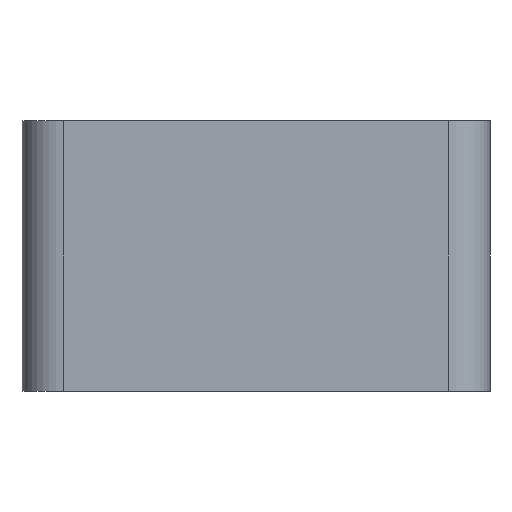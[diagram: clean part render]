
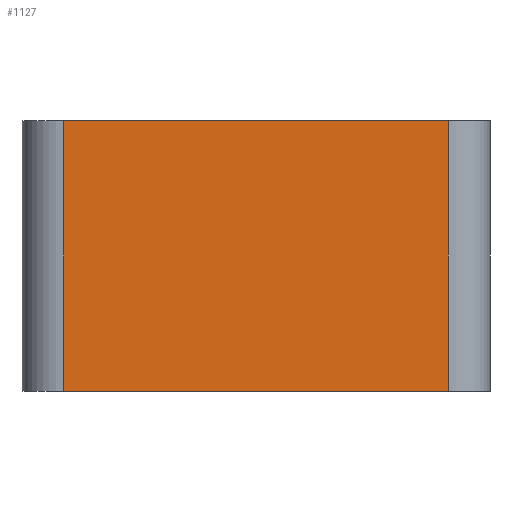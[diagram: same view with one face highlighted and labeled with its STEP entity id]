
A CAD part, front view. The second image highlights one B-rep face of the part: STEP entity #1127.
In plain terms, the highlighted planar face has unit normal (0, -1, 0).
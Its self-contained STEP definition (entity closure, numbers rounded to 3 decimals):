
#75=PLANE('',#1234);
#133=FACE_OUTER_BOUND('',#203,.T.);
#203=EDGE_LOOP('',(#941,#942,#943,#944));
#287=LINE('',#1770,#386);
#319=LINE('',#1874,#418);
#320=LINE('',#1877,#419);
#321=LINE('',#1878,#420);
#386=VECTOR('',#1427,10.);
#418=VECTOR('',#1519,10.);
#419=VECTOR('',#1522,10.);
#420=VECTOR('',#1523,10.);
#529=VERTEX_POINT('',#1767);
#530=VERTEX_POINT('',#1769);
#561=VERTEX_POINT('',#1872);
#562=VERTEX_POINT('',#1876);
#656=EDGE_CURVE('',#530,#529,#287,.T.);
#703=EDGE_CURVE('',#561,#530,#319,.T.);
#704=EDGE_CURVE('',#529,#562,#320,.T.);
#705=EDGE_CURVE('',#562,#561,#321,.T.);
#941=ORIENTED_EDGE('',*,*,#703,.T.);
#942=ORIENTED_EDGE('',*,*,#656,.T.);
#943=ORIENTED_EDGE('',*,*,#704,.T.);
#944=ORIENTED_EDGE('',*,*,#705,.T.);
#1127=ADVANCED_FACE('',(#133),#75,.F.);
#1234=AXIS2_PLACEMENT_3D('',#1875,#1520,#1521);
#1427=DIRECTION('',(-1.,0.,0.));
#1519=DIRECTION('',(0.,0.,1.));
#1520=DIRECTION('center_axis',(0.,1.,0.));
#1521=DIRECTION('ref_axis',(1.,0.,0.));
#1522=DIRECTION('',(0.,0.,-1.));
#1523=DIRECTION('',(1.,0.,0.));
#1767=CARTESIAN_POINT('',(154.5,76.5,16.85));
#1769=CARTESIAN_POINT('',(173.,76.5,16.85));
#1770=CARTESIAN_POINT('',(152.5,76.5,16.85));
#1872=CARTESIAN_POINT('',(173.,76.5,3.85));
#1874=CARTESIAN_POINT('',(173.,76.5,6.85));
#1875=CARTESIAN_POINT('Origin',(152.5,76.5,6.85));
#1876=CARTESIAN_POINT('',(154.5,76.5,3.85));
#1877=CARTESIAN_POINT('',(154.5,76.5,6.85));
#1878=CARTESIAN_POINT('',(152.5,76.5,3.85));
